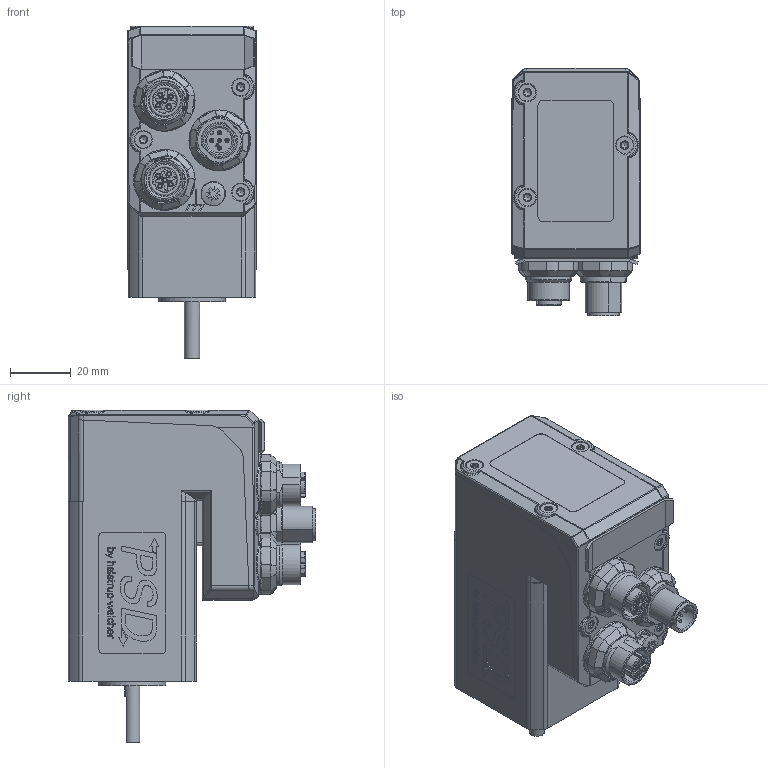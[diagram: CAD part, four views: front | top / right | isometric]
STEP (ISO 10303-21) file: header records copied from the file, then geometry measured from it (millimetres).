
FILE_DESCRIPTION(/* description */ (''),/* implementation_level */ '2;1');
FILE_NAME(/* name */ '7300.016913A.stp',/* time_stamp */ '2019-12-09T14:27:40+01:00',/* author */ ('dfuchs'),/* organization */ (''),/* preprocessor_version */ 'ST-DEVELOPER v17',/* originating_system */ 'Autodesk Inventor 2018',/* authorisation */ '');
FILE_SCHEMA (('AUTOMOTIVE_DESIGN { 1 0 10303 214 3 1 1 }'));
Products named in the file (1): ENG-103636.016913_Shrinkwrap_1
Bounding box: 42.4 x 81.4 x 109.1 mm (x, y, z)
Volume: 214784.6 mm3; surface area: 28515.6 mm2
Topology: 4 solids, 4 shells, 1808 faces, 4845 edges, 3103 vertices
Faces by surface type: plane 780, bspline 507, cylinder 335, cone 105, sphere 43, torus 38
Full cylindrical faces by diameter (mm): 0.6 x3, 0.8 x5, 1 x3, 1.1 x8, 1.2 x2, 1.4 x4, 2.5 x4, 5 x1, 5.6 x6, 6 x6, 8.3 x1, 10.4 x1, 10.917 x2, 22 x1
Entity records: 64771 total; most frequent: CARTESIAN_POINT 21215, ORIENTED_EDGE 9580, DIRECTION 7136, EDGE_CURVE 4790, VERTEX_POINT 3103, AXIS2_PLACEMENT_3D 2379, LINE 2378, VECTOR 2378
